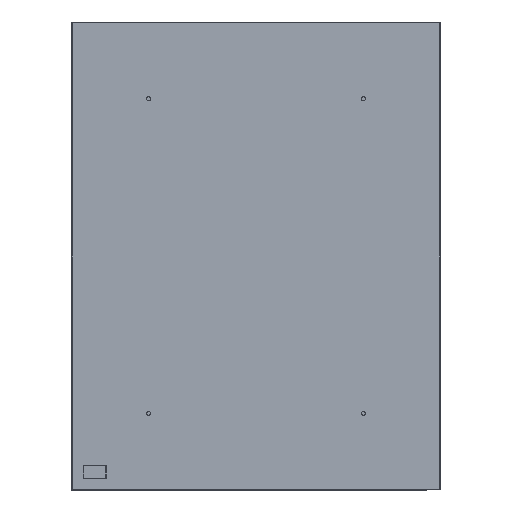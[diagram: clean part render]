
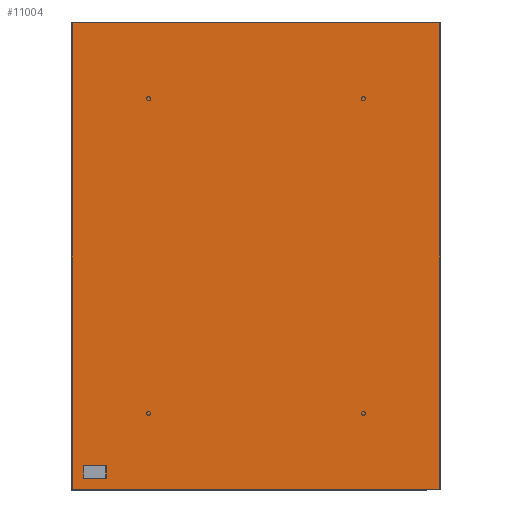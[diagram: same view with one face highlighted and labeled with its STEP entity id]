
A CAD part, left-side view. The second image highlights one B-rep face of the part: STEP entity #11004.
In plain terms, the highlighted planar face has unit normal (-1, 0, 0).
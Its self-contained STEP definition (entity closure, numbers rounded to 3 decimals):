
#10643=CARTESIAN_POINT('',(2523.418,8562.835,1.131));
#10644=VERTEX_POINT('',#10643);
#10645=CARTESIAN_POINT('',(2523.418,8562.835,608.369));
#10646=VERTEX_POINT('',#10645);
#10647=CARTESIAN_POINT('',(2523.418,8562.835,1.131));
#10648=DIRECTION('',(0.0,0.0,1.0));
#10649=VECTOR('',#10648,607.237);
#10650=LINE('',#10647,#10649);
#10651=EDGE_CURVE('',#10644,#10646,#10650,.T.);
#10683=CARTESIAN_POINT('',(2523.418,8562.503,608.7));
#10684=VERTEX_POINT('',#10683);
#10685=CARTESIAN_POINT('',(2523.418,8562.835,608.369));
#10686=DIRECTION('',(0.0,-0.707,0.707));
#10687=VECTOR('',#10686,0.469);
#10688=LINE('',#10685,#10687);
#10689=EDGE_CURVE('',#10646,#10684,#10688,.T.);
#10714=CARTESIAN_POINT('',(2523.418,8084.766,608.7));
#10715=VERTEX_POINT('',#10714);
#10716=CARTESIAN_POINT('',(2523.418,8562.503,608.7));
#10717=DIRECTION('',(0.0,-1.0,0.0));
#10718=VECTOR('',#10717,477.737);
#10719=LINE('',#10716,#10718);
#10720=EDGE_CURVE('',#10684,#10715,#10719,.T.);
#10754=CARTESIAN_POINT('',(2523.418,8084.435,608.369));
#10755=VERTEX_POINT('',#10754);
#10756=CARTESIAN_POINT('',(2523.418,8084.766,608.7));
#10757=DIRECTION('',(0.0,-0.707,-0.707));
#10758=VECTOR('',#10757,0.469);
#10759=LINE('',#10756,#10758);
#10760=EDGE_CURVE('',#10715,#10755,#10759,.T.);
#10785=CARTESIAN_POINT('',(2523.418,8084.435,1.131));
#10786=VERTEX_POINT('',#10785);
#10787=CARTESIAN_POINT('',(2523.418,8084.435,608.369));
#10788=DIRECTION('',(0.0,0.0,-1.0));
#10789=VECTOR('',#10788,607.237);
#10790=LINE('',#10787,#10789);
#10791=EDGE_CURVE('',#10755,#10786,#10790,.T.);
#10816=CARTESIAN_POINT('',(2523.418,8084.766,0.8));
#10817=VERTEX_POINT('',#10816);
#10818=CARTESIAN_POINT('',(2523.418,8084.435,1.131));
#10819=DIRECTION('',(0.0,0.707,-0.707));
#10820=VECTOR('',#10819,0.469);
#10821=LINE('',#10818,#10820);
#10822=EDGE_CURVE('',#10786,#10817,#10821,.T.);
#10847=CARTESIAN_POINT('',(2523.418,8562.503,0.8));
#10848=VERTEX_POINT('',#10847);
#10849=CARTESIAN_POINT('',(2523.418,8084.766,0.8));
#10850=DIRECTION('',(0.0,1.0,0.0));
#10851=VECTOR('',#10850,477.737);
#10852=LINE('',#10849,#10851);
#10853=EDGE_CURVE('',#10817,#10848,#10852,.T.);
#10876=CARTESIAN_POINT('',(2523.418,8562.503,0.8));
#10877=DIRECTION('',(0.0,0.707,0.707));
#10878=VECTOR('',#10877,0.469);
#10879=LINE('',#10876,#10878);
#10880=EDGE_CURVE('',#10848,#10644,#10879,.T.);
#10989=CARTESIAN_POINT('',(2523.418,8323.635,0.799));
#10990=DIRECTION('',(-1.0,0.0,0.0));
#10991=DIRECTION('',(0.0,0.0,1.0));
#10992=AXIS2_PLACEMENT_3D('',#10989,#10990,#10991);
#10993=PLANE('',#10992);
#10994=ORIENTED_EDGE('',*,*,#10651,.F.);
#10995=ORIENTED_EDGE('',*,*,#10880,.F.);
#10996=ORIENTED_EDGE('',*,*,#10853,.F.);
#10997=ORIENTED_EDGE('',*,*,#10822,.F.);
#10998=ORIENTED_EDGE('',*,*,#10791,.F.);
#10999=ORIENTED_EDGE('',*,*,#10760,.F.);
#11000=ORIENTED_EDGE('',*,*,#10720,.F.);
#11001=ORIENTED_EDGE('',*,*,#10689,.F.);
#11002=EDGE_LOOP('',(#10994,#10995,#10996,#10997,#10998,#10999,#11000,#11001));
#11003=FACE_OUTER_BOUND('',#11002,.T.);
#11004=ADVANCED_FACE('',(#11003),#10993,.T.);
